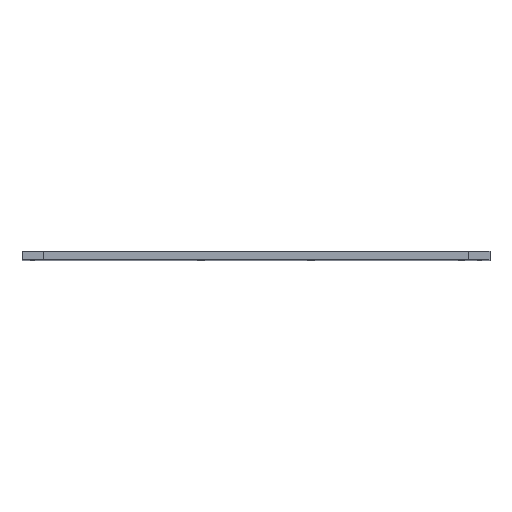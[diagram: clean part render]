
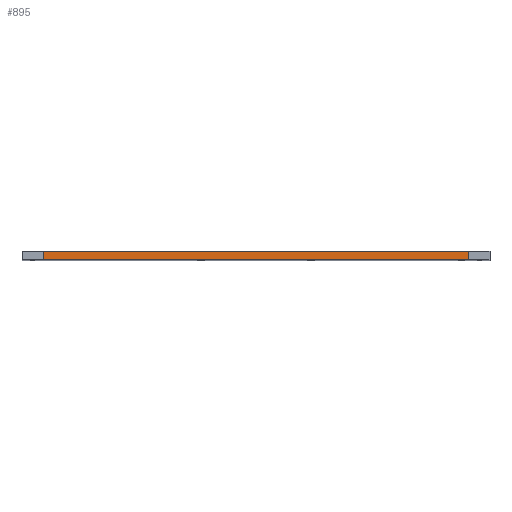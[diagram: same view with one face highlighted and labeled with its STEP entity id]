
A CAD part, top view. The second image highlights one B-rep face of the part: STEP entity #895.
In plain terms, the highlighted planar face has unit normal (0, 0, 1).
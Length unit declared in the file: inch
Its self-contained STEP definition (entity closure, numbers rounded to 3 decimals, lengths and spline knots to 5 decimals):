
#82=PLANE('',#1004);
#123=FACE_OUTER_BOUND('',#218,.T.);
#218=EDGE_LOOP('',(#824,#825,#826,#827));
#233=LINE('',#1335,#296);
#245=LINE('',#1362,#308);
#258=LINE('',#1388,#321);
#265=LINE('',#1428,#328);
#296=VECTOR('',#1089,0.3937);
#308=VECTOR('',#1109,0.3937);
#321=VECTOR('',#1130,0.3937);
#328=VECTOR('',#1171,0.3937);
#422=VERTEX_POINT('',#1329);
#424=VERTEX_POINT('',#1333);
#433=VERTEX_POINT('',#1358);
#435=VERTEX_POINT('',#1361);
#513=EDGE_CURVE('',#422,#424,#233,.T.);
#525=EDGE_CURVE('',#435,#433,#245,.T.);
#538=EDGE_CURVE('',#422,#433,#258,.T.);
#561=EDGE_CURVE('',#435,#424,#265,.T.);
#824=ORIENTED_EDGE('',*,*,#513,.T.);
#825=ORIENTED_EDGE('',*,*,#561,.F.);
#826=ORIENTED_EDGE('',*,*,#525,.T.);
#827=ORIENTED_EDGE('',*,*,#538,.F.);
#895=ADVANCED_FACE('',(#123),#82,.T.);
#1004=AXIS2_PLACEMENT_3D('',#1496,#1258,#1259);
#1089=DIRECTION('',(0.,1.,0.));
#1109=DIRECTION('',(0.,-1.,0.));
#1130=DIRECTION('',(-1.,0.,0.));
#1171=DIRECTION('',(1.,0.,0.));
#1258=DIRECTION('center_axis',(0.,0.,1.));
#1259=DIRECTION('ref_axis',(1.,0.,0.));
#1329=CARTESIAN_POINT('',(12.40157,0.,20.86614));
#1333=CARTESIAN_POINT('',(12.40157,0.23622,20.86614));
#1335=CARTESIAN_POINT('',(12.40157,0.11811,20.86614));
#1358=CARTESIAN_POINT('',(0.59055,0.,20.86614));
#1361=CARTESIAN_POINT('',(0.59055,0.23622,20.86614));
#1362=CARTESIAN_POINT('',(0.59055,0.11811,20.86614));
#1388=CARTESIAN_POINT('',(12.99213,0.,20.86614));
#1428=CARTESIAN_POINT('',(12.99213,0.23622,20.86614));
#1496=CARTESIAN_POINT('Origin',(0.,0.,20.86614));
